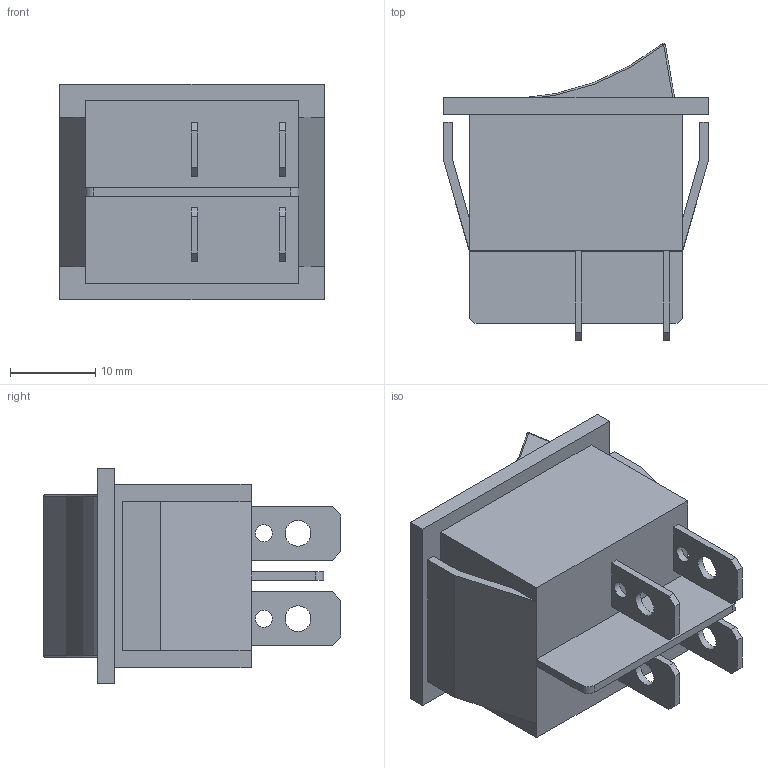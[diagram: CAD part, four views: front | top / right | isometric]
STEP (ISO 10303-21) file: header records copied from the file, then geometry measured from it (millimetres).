
FILE_DESCRIPTION(/* description */ (''),/* implementation_level */ '2;1');
FILE_NAME(/* name */ 'Переключатель ON-OFF KCD4-202.stp',/* time_stamp */ '2021-03-22T10:00:07+03:00',/* author */ ('Евгений'),/* organization */ (''),/* preprocessor_version */ 'ST-DEVELOPER v18',/* originating_system */ 'Autodesk Inventor 2020',/* authorisation */ '');
FILE_SCHEMA (('AUTOMOTIVE_DESIGN { 1 0 10303 214 3 1 1 }'));
Length unit declared in the file: millimetre
Products named in the file (1): KCD4-202
Bounding box: 31 x 34.83 x 25.3 mm (x, y, z)
Volume: 11756 mm3; surface area: 5723.8 mm2
Topology: 1 solids, 1 shells, 212 faces, 556 edges, 364 vertices
Faces by surface type: plane 131, bspline 58, cylinder 17, sphere 4, torus 2
Full cylindrical faces by diameter (mm): 2 x4, 3 x4
Entity records: 7004 total; most frequent: CARTESIAN_POINT 1887, ORIENTED_EDGE 1112, DIRECTION 790, EDGE_CURVE 556, LINE 400, VECTOR 400, VERTEX_POINT 364, EDGE_LOOP 246
